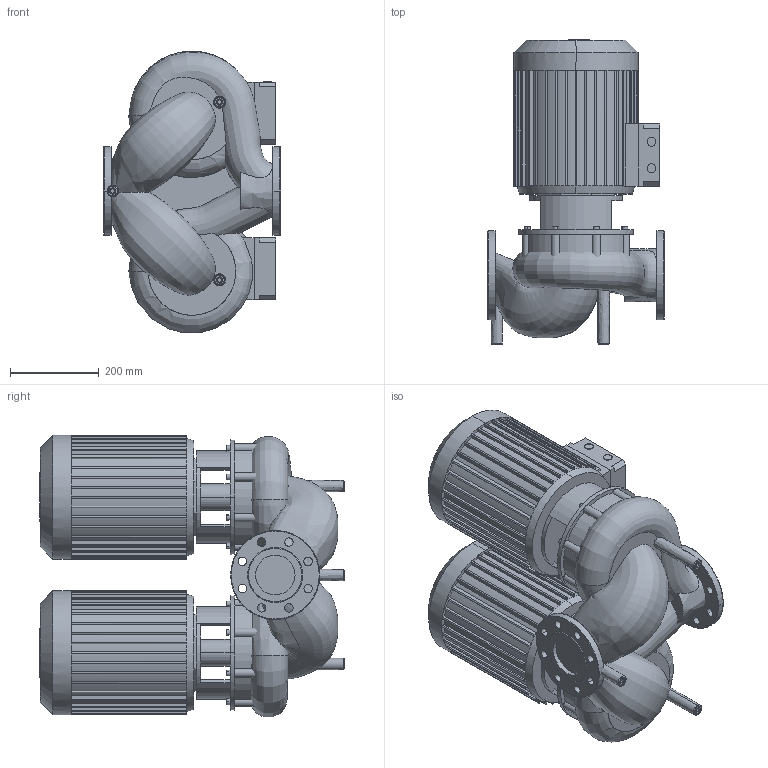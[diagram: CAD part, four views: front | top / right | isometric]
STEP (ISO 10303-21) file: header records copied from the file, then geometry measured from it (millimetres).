
FILE_DESCRIPTION((''),'2;1');
FILE_NAME('3d_DPL80_145-5_5_2-2121274.stp','2016-08-24T11:00:44',(''),(''),'Mechanical Desktop 2009','Mechanical Desktop 2009',', , ');
FILE_SCHEMA(('CONFIG_CONTROL_DESIGN'));
Length unit declared in the file: millimetre
Products named in the file (1): Product
Bounding box: 400 x 684.38 x 633.43 mm (x, y, z)
Volume: 71138609.3 mm3; surface area: 2611092.1 mm2
Topology: 17 solids, 17 shells, 991 faces, 2518 edges, 1607 vertices
Faces by surface type: plane 510, bspline 239, cylinder 228, cone 10, torus 4
Entity records: 51357 total; most frequent: CARTESIAN_POINT 27596, ORIENTED_EDGE 5028, DIRECTION 4813, EDGE_CURVE 2514, AXIS2_PLACEMENT_3D 1718, VERTEX_POINT 1605, VECTOR 1377, LINE 1377
